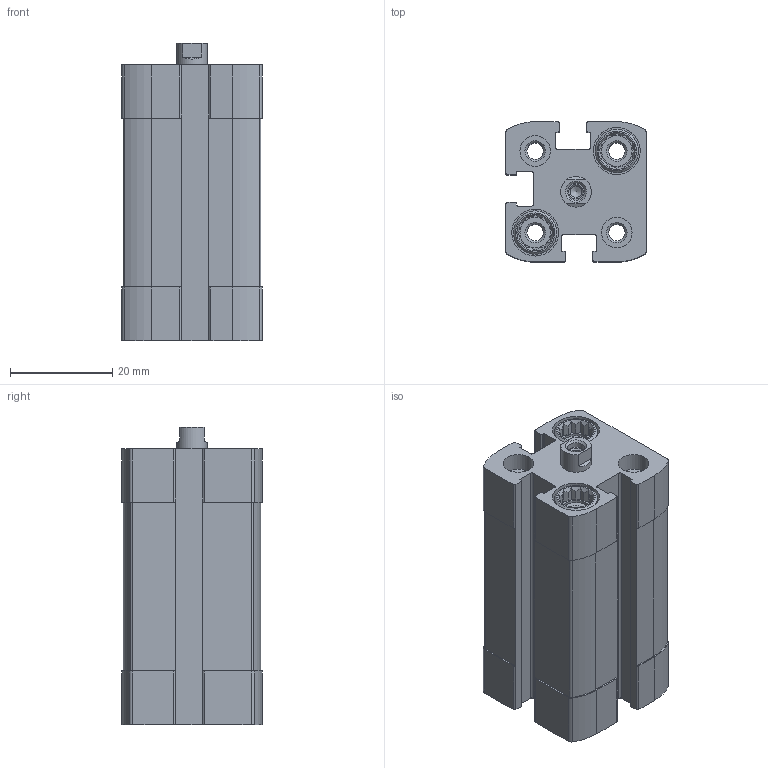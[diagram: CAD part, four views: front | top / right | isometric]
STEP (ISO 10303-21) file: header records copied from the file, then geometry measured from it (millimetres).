
FILE_DESCRIPTION(/* description */ ('STEP AP214'),/* implementation_level */ '2;1');
FILE_NAME(/* name */ '557027_ADN-1_2-3_4-I-P-A',/* time_stamp */ '2024-07-30T14:50:59+02:00',/* author */ ('License CC BY-ND 4.0'),/* organization */ ('CADENAS'),/* preprocessor_version */ 'ST-DEVELOPER v19.3',/* originating_system */ 'PARTsolutions',/* authorisation */ ' ');
FILE_SCHEMA (('AUTOMOTIVE_DESIGN {1 0 10303 214 3 1 1}'));
Length unit declared in the file: millimetre
Products named in the file (3): 557027 ADN-1/2"-3/4"-I-P-A--(0.750); 557027 ADN-0.75_(HS); 557027 ADN-0.75-I_(PS)
Assembly tree (2 placements, depth 2):
  557027 ADN-1/2"-3/4"-I-P-A--(0.750)
    557027 ADN-0.75_(HS)
    557027 ADN-0.75-I_(PS)
Bounding box: 27.5 x 27.5 x 58.25 mm (x, y, z)
Volume: 28676.5 mm3; surface area: 15693.2 mm2
Topology: 2 solids, 2 shells, 293 faces, 751 edges, 497 vertices
Faces by surface type: plane 187, cylinder 85, cone 21
Full cylindrical faces by diameter (mm): 2.271 x1, 3.242 x8, 3.3 x1, 3.967 x2, 4 x4, 6 x10, 8.5 x4, 9 x1, 9.2 x4, 12.7 x2
Entity records: 8675 total; most frequent: CARTESIAN_POINT 1751, DIRECTION 1382, ORIENTED_EDGE 1362, EDGE_CURVE 681, AXIS2_PLACEMENT_3D 501, VERTEX_POINT 486, FACE_BOUND 395, EDGE_LOOP 394
